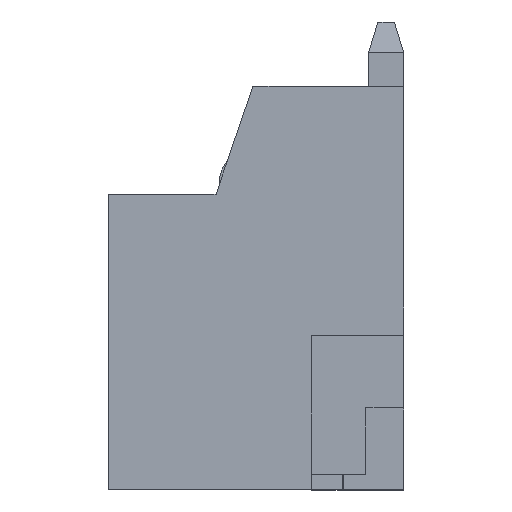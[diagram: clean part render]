
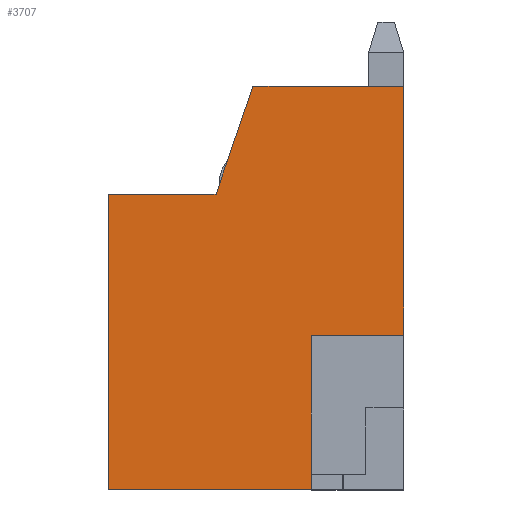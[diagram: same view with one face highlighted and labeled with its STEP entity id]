
A CAD part, top view. The second image highlights one B-rep face of the part: STEP entity #3707.
In plain terms, the highlighted planar face has unit normal (0, 0, 1).
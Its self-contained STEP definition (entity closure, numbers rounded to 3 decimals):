
#78 = VECTOR ( 'NONE', #4294, 1000. ) ;
#184 = CARTESIAN_POINT ( 'NONE',  ( 9.6, 0., 4.96 ) ) ;
#196 = FACE_OUTER_BOUND ( 'NONE', #753, .T. ) ;
#206 = ORIENTED_EDGE ( 'NONE', *, *, #2059, .T. ) ;
#259 = VECTOR ( 'NONE', #4841, 1000. ) ;
#331 = CARTESIAN_POINT ( 'NONE',  ( 3.5, 9.6, 4.96 ) ) ;
#379 = VECTOR ( 'NONE', #578, 1000. ) ;
#486 = EDGE_CURVE ( 'NONE', #729, #2997, #1392, .T. ) ;
#568 = LINE ( 'NONE', #184, #379 ) ;
#578 = DIRECTION ( 'NONE',  ( 0., 1., 0. ) ) ;
#729 = VERTEX_POINT ( 'NONE', #331 ) ;
#753 = EDGE_LOOP ( 'NONE', ( #3510, #823, #2040, #206, #1280, #3006 ) ) ;
#765 = VERTEX_POINT ( 'NONE', #3097 ) ;
#823 = ORIENTED_EDGE ( 'NONE', *, *, #3398, .T. ) ;
#915 = EDGE_CURVE ( 'NONE', #2574, #3731, #2354, .T. ) ;
#1105 = CARTESIAN_POINT ( 'NONE',  ( 0., 0., 4.96 ) ) ;
#1117 = CARTESIAN_POINT ( 'NONE',  ( 4.7, 13.1, 4.96 ) ) ;
#1280 = ORIENTED_EDGE ( 'NONE', *, *, #486, .T. ) ;
#1392 = LINE ( 'NONE', #2929, #259 ) ;
#1495 = CARTESIAN_POINT ( 'NONE',  ( 9.6, 13.1, 4.96 ) ) ;
#1545 = DIRECTION ( 'NONE',  ( 0., 0., 1. ) ) ;
#2040 = ORIENTED_EDGE ( 'NONE', *, *, #915, .T. ) ;
#2059 = EDGE_CURVE ( 'NONE', #3731, #729, #2409, .T. ) ;
#2113 = CARTESIAN_POINT ( 'NONE',  ( 0., 9.6, 4.96 ) ) ;
#2152 = EDGE_CURVE ( 'NONE', #2997, #2385, #4255, .T. ) ;
#2224 = VECTOR ( 'NONE', #2653, 1000. ) ;
#2304 = DIRECTION ( 'NONE',  ( 1., 0., 0. ) ) ;
#2354 = LINE ( 'NONE', #4721, #78 ) ;
#2385 = VERTEX_POINT ( 'NONE', #2606 ) ;
#2409 = LINE ( 'NONE', #1117, #4137 ) ;
#2477 = EDGE_CURVE ( 'NONE', #2385, #765, #4066, .T. ) ;
#2574 = VERTEX_POINT ( 'NONE', #1495 ) ;
#2606 = CARTESIAN_POINT ( 'NONE',  ( 0., 0., 4.96 ) ) ;
#2644 = DIRECTION ( 'NONE',  ( -0.324, -0.946, 0. ) ) ;
#2653 = DIRECTION ( 'NONE',  ( 1., 0., 0. ) ) ;
#2909 = VECTOR ( 'NONE', #3436, 1000. ) ;
#2929 = CARTESIAN_POINT ( 'NONE',  ( 0., 9.6, 4.96 ) ) ;
#2997 = VERTEX_POINT ( 'NONE', #2113 ) ;
#3006 = ORIENTED_EDGE ( 'NONE', *, *, #2152, .T. ) ;
#3097 = CARTESIAN_POINT ( 'NONE',  ( 9.6, 0., 4.96 ) ) ;
#3304 = AXIS2_PLACEMENT_3D ( 'NONE', #5014, #1545, #2304 ) ;
#3398 = EDGE_CURVE ( 'NONE', #765, #2574, #568, .T. ) ;
#3436 = DIRECTION ( 'NONE',  ( 0., -1., 0. ) ) ;
#3510 = ORIENTED_EDGE ( 'NONE', *, *, #2477, .T. ) ;
#3707 = ADVANCED_FACE ( 'NONE', ( #196 ), #4265, .T. ) ;
#3731 = VERTEX_POINT ( 'NONE', #3888 ) ;
#3888 = CARTESIAN_POINT ( 'NONE',  ( 4.7, 13.1, 4.96 ) ) ;
#4066 = LINE ( 'NONE', #1105, #2224 ) ;
#4137 = VECTOR ( 'NONE', #2644, 1000. ) ;
#4255 = LINE ( 'NONE', #4278, #2909 ) ;
#4265 = PLANE ( 'NONE',  #3304 ) ;
#4278 = CARTESIAN_POINT ( 'NONE',  ( 0., 0., 4.96 ) ) ;
#4294 = DIRECTION ( 'NONE',  ( -1., 0., 0. ) ) ;
#4721 = CARTESIAN_POINT ( 'NONE',  ( 0., 13.1, 4.96 ) ) ;
#4841 = DIRECTION ( 'NONE',  ( -1., 0., 0. ) ) ;
#5014 = CARTESIAN_POINT ( 'NONE',  ( 0., 0., 4.96 ) ) ;
